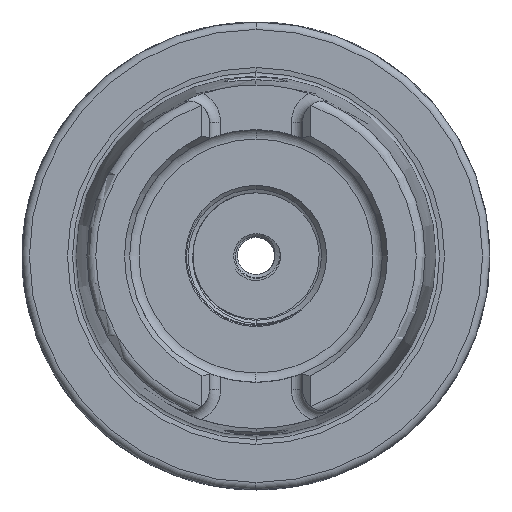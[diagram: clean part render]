
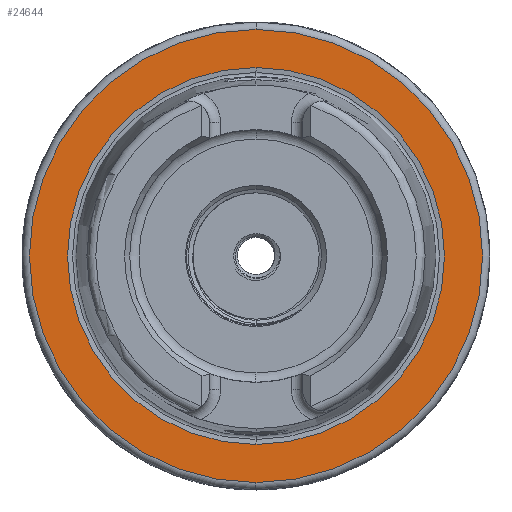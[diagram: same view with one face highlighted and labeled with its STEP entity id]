
A CAD part, left-side view. The second image highlights one B-rep face of the part: STEP entity #24644.
In plain terms, the highlighted planar face has unit normal (-1, 0, 0).
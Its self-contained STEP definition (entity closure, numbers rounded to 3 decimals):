
#1953 = FACE_OUTER_BOUND ( 'NONE', #23525, .T. ) ;
#1988 = FACE_BOUND ( 'NONE', #23609, .T. ) ;
#3374 = DIRECTION ( 'NONE',  ( -1., 0., 0. ) ) ;
#3376 = DIRECTION ( 'NONE',  ( 0., 0., 1. ) ) ;
#3400 = PLANE ( 'NONE',  #21961 ) ;
#3406 = CARTESIAN_POINT ( 'NONE',  ( 0., 25.369, 0. ) ) ;
#3808 = EDGE_CURVE ( 'NONE', #25851, #25918, #25623, .T. ) ;
#3811 = EDGE_CURVE ( 'NONE', #25837, #25876, #25646, .T. ) ;
#9472 = DIRECTION ( 'NONE',  ( 1., 0., 0. ) ) ;
#9474 = DIRECTION ( 'NONE',  ( 0., 0., -1. ) ) ;
#9481 = CARTESIAN_POINT ( 'NONE',  ( 0., 0., 0. ) ) ;
#9484 = DIRECTION ( 'NONE',  ( -1., 0., 0. ) ) ;
#9486 = CARTESIAN_POINT ( 'NONE',  ( 0., 0., 0. ) ) ;
#9491 = DIRECTION ( 'NONE',  ( 0., 0., 1. ) ) ;
#11238 = ORIENTED_EDGE ( 'NONE', *, *, #3811, .T. ) ;
#11249 = ORIENTED_EDGE ( 'NONE', *, *, #28029, .T. ) ;
#11252 = ORIENTED_EDGE ( 'NONE', *, *, #3808, .T. ) ;
#11253 = ORIENTED_EDGE ( 'NONE', *, *, #28028, .T. ) ;
#12146 = CARTESIAN_POINT ( 'NONE',  ( 0., 0., 0. ) ) ;
#12148 = DIRECTION ( 'NONE',  ( -1., 0., 0. ) ) ;
#12155 = DIRECTION ( 'NONE',  ( 0., 0., 1. ) ) ;
#12201 = DIRECTION ( 'NONE',  ( 0., 0., -1. ) ) ;
#12208 = CARTESIAN_POINT ( 'NONE',  ( 0., 0., 0. ) ) ;
#12221 = DIRECTION ( 'NONE',  ( 1., 0., 0. ) ) ;
#15098 = AXIS2_PLACEMENT_3D ( 'NONE', #12208, #12221, #12201 ) ;
#15101 = AXIS2_PLACEMENT_3D ( 'NONE', #12146, #12148, #12155 ) ;
#17264 = CARTESIAN_POINT ( 'NONE',  ( 0., 0., 25.369 ) ) ;
#17266 = CARTESIAN_POINT ( 'NONE',  ( 0., 0., -25.369 ) ) ;
#17268 = CARTESIAN_POINT ( 'NONE',  ( 0., 0., 30.5 ) ) ;
#17469 = CARTESIAN_POINT ( 'NONE',  ( 0., 0., -30.5 ) ) ;
#21802 = AXIS2_PLACEMENT_3D ( 'NONE', #9486, #9472, #9474 ) ;
#21817 = AXIS2_PLACEMENT_3D ( 'NONE', #9481, #9484, #9491 ) ;
#21961 = AXIS2_PLACEMENT_3D ( 'NONE', #3406, #3374, #3376 ) ;
#23525 = EDGE_LOOP ( 'NONE', ( #11252, #11249 ) ) ;
#23609 = EDGE_LOOP ( 'NONE', ( #11238, #11253 ) ) ;
#24644 = ADVANCED_FACE ( 'NONE', ( #1953, #1988 ), #3400, .T. ) ;
#25623 = CIRCLE ( 'NONE', #15101, 30.5 ) ;
#25646 = CIRCLE ( 'NONE', #15098, 25.369 ) ;
#25837 = VERTEX_POINT ( 'NONE', #17264 ) ;
#25851 = VERTEX_POINT ( 'NONE', #17268 ) ;
#25876 = VERTEX_POINT ( 'NONE', #17266 ) ;
#25918 = VERTEX_POINT ( 'NONE', #17469 ) ;
#28028 = EDGE_CURVE ( 'NONE', #25876, #25837, #28195, .T. ) ;
#28029 = EDGE_CURVE ( 'NONE', #25918, #25851, #28145, .T. ) ;
#28145 = CIRCLE ( 'NONE', #21817, 30.5 ) ;
#28195 = CIRCLE ( 'NONE', #21802, 25.369 ) ;
